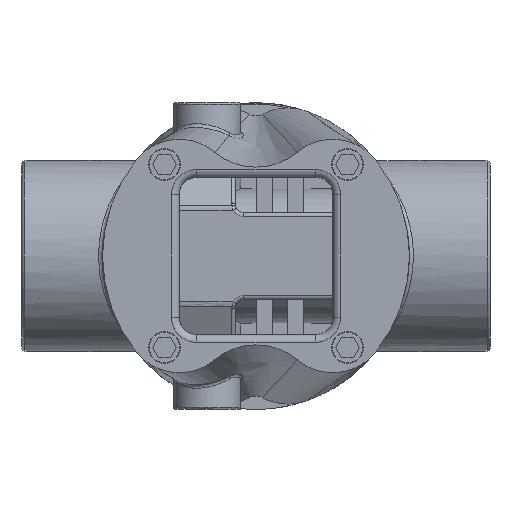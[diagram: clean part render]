
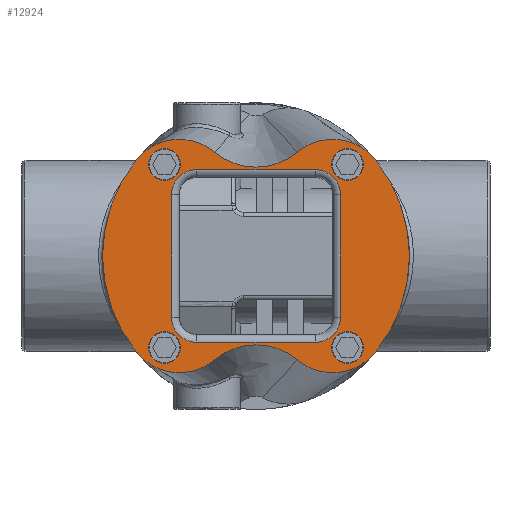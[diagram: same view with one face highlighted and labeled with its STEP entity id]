
A CAD part, front view. The second image highlights one B-rep face of the part: STEP entity #12924.
In plain terms, the highlighted planar face has unit normal (0, -1, 0).
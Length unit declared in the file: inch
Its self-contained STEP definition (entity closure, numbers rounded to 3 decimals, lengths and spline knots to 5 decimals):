
#6315=CARTESIAN_POINT('',(-0.9855,0.0,-1.193));
#6316=VERTEX_POINT('',#6315);
#6317=CARTESIAN_POINT('',(-1.193,0.0,-1.193));
#6318=DIRECTION('',(0.0,1.0,0.0));
#6319=DIRECTION('',(1.0,0.0,0.0));
#6320=AXIS2_PLACEMENT_3D('',#6317,#6318,#6319);
#6321=CIRCLE('',#6320,0.2075);
#6322=EDGE_CURVE('',#6316,#6316,#6321,.T.);
#6376=CARTESIAN_POINT('',(1.4005,0.0,-1.193));
#6377=VERTEX_POINT('',#6376);
#6378=CARTESIAN_POINT('',(1.193,0.0,-1.193));
#6379=DIRECTION('',(0.0,1.0,0.0));
#6380=DIRECTION('',(1.0,0.0,0.0));
#6381=AXIS2_PLACEMENT_3D('',#6378,#6379,#6380);
#6382=CIRCLE('',#6381,0.2075);
#6383=EDGE_CURVE('',#6377,#6377,#6382,.T.);
#6437=CARTESIAN_POINT('',(1.4005,0.0,1.193));
#6438=VERTEX_POINT('',#6437);
#6439=CARTESIAN_POINT('',(1.193,0.0,1.193));
#6440=DIRECTION('',(0.0,1.0,0.0));
#6441=DIRECTION('',(1.0,0.0,0.0));
#6442=AXIS2_PLACEMENT_3D('',#6439,#6440,#6441);
#6443=CIRCLE('',#6442,0.2075);
#6444=EDGE_CURVE('',#6438,#6438,#6443,.T.);
#6506=CARTESIAN_POINT('',(-0.9855,0.0,1.193));
#6507=VERTEX_POINT('',#6506);
#6508=CARTESIAN_POINT('',(-1.193,0.0,1.193));
#6509=DIRECTION('',(0.0,1.0,0.0));
#6510=DIRECTION('',(1.0,0.0,0.0));
#6511=AXIS2_PLACEMENT_3D('',#6508,#6509,#6510);
#6512=CIRCLE('',#6511,0.2075);
#6513=EDGE_CURVE('',#6507,#6507,#6512,.T.);
#10200=CARTESIAN_POINT('',(-1.55871,0.0,1.25316));
#10201=VERTEX_POINT('',#10200);
#10208=CARTESIAN_POINT('',(-0.54004,0.0,1.354));
#10209=VERTEX_POINT('',#10208);
#10210=CARTESIAN_POINT('',(-0.99992,0.0,0.8039));
#10211=DIRECTION('',(0.0,1.,0.0));
#10212=DIRECTION('',(-0.779,0.0,0.627));
#10213=AXIS2_PLACEMENT_3D('',#10210,#10211,#10212);
#10214=CIRCLE('',#10213,0.717);
#10215=EDGE_CURVE('',#10201,#10209,#10214,.T.);
#10348=CARTESIAN_POINT('',(-1.55871,0.0,-1.25316));
#10349=VERTEX_POINT('',#10348);
#10356=CARTESIAN_POINT('',(0.0,0.0,0.0));
#10357=DIRECTION('',(0.0,1.0,0.0));
#10358=DIRECTION('',(-0.779,0.0,-0.627));
#10359=AXIS2_PLACEMENT_3D('',#10356,#10357,#10358);
#10360=CIRCLE('',#10359,2.0);
#10361=EDGE_CURVE('',#10349,#10201,#10360,.T.);
#10975=CARTESIAN_POINT('',(-0.54004,0.0,-1.354));
#10976=VERTEX_POINT('',#10975);
#10983=CARTESIAN_POINT('',(-0.99992,0.0,-0.8039));
#10984=DIRECTION('',(0.0,1.0,0.0));
#10985=DIRECTION('',(0.641,0.0,-0.767));
#10986=AXIS2_PLACEMENT_3D('',#10983,#10984,#10985);
#10987=CIRCLE('',#10986,0.717);
#10988=EDGE_CURVE('',#10976,#10349,#10987,.T.);
#12592=CARTESIAN_POINT('',(1.1,0.0,0.8));
#12593=VERTEX_POINT('',#12592);
#12602=CARTESIAN_POINT('',(1.1,0.0,-0.8));
#12603=VERTEX_POINT('',#12602);
#12611=CARTESIAN_POINT('',(1.1,0.0,-0.8));
#12612=DIRECTION('',(0.0,0.0,1.0));
#12613=VECTOR('',#12612,1.6);
#12614=LINE('',#12611,#12613);
#12615=EDGE_CURVE('',#12603,#12593,#12614,.T.);
#12625=CARTESIAN_POINT('',(0.775,0.0,1.125));
#12626=VERTEX_POINT('',#12625);
#12636=CARTESIAN_POINT('',(0.775,0.0,0.8));
#12637=DIRECTION('',(0.0,-1.0,0.0));
#12638=DIRECTION('',(0.707,0.0,0.707));
#12639=AXIS2_PLACEMENT_3D('',#12636,#12637,#12638);
#12640=CIRCLE('',#12639,0.325);
#12641=EDGE_CURVE('',#12593,#12626,#12640,.T.);
#12651=CARTESIAN_POINT('',(0.775,0.0,-1.125));
#12652=VERTEX_POINT('',#12651);
#12660=CARTESIAN_POINT('',(0.775,0.0,-0.8));
#12661=DIRECTION('',(0.0,-1.,0.0));
#12662=DIRECTION('',(0.707,0.0,-0.707));
#12663=AXIS2_PLACEMENT_3D('',#12660,#12661,#12662);
#12664=CIRCLE('',#12663,0.325);
#12665=EDGE_CURVE('',#12652,#12603,#12664,.T.);
#12683=CARTESIAN_POINT('',(-0.775,0.0,1.125));
#12684=VERTEX_POINT('',#12683);
#12694=CARTESIAN_POINT('',(0.775,0.0,1.125));
#12695=DIRECTION('',(-1.0,0.0,0.0));
#12696=VECTOR('',#12695,1.55);
#12697=LINE('',#12694,#12696);
#12698=EDGE_CURVE('',#12626,#12684,#12697,.T.);
#12708=CARTESIAN_POINT('',(-0.775,0.0,-1.125));
#12709=VERTEX_POINT('',#12708);
#12717=CARTESIAN_POINT('',(-0.775,0.0,-1.125));
#12718=DIRECTION('',(1.0,0.0,0.0));
#12719=VECTOR('',#12718,1.55);
#12720=LINE('',#12717,#12719);
#12721=EDGE_CURVE('',#12709,#12652,#12720,.T.);
#12733=CARTESIAN_POINT('',(-1.1,0.0,0.8));
#12734=VERTEX_POINT('',#12733);
#12752=CARTESIAN_POINT('',(-0.775,0.0,0.8));
#12753=DIRECTION('',(0.0,-1.,0.0));
#12754=DIRECTION('',(-0.707,0.0,0.707));
#12755=AXIS2_PLACEMENT_3D('',#12752,#12753,#12754);
#12756=CIRCLE('',#12755,0.325);
#12757=EDGE_CURVE('',#12684,#12734,#12756,.T.);
#12769=CARTESIAN_POINT('',(-1.1,0.0,-0.8));
#12770=VERTEX_POINT('',#12769);
#12778=CARTESIAN_POINT('',(-0.775,0.0,-0.8));
#12779=DIRECTION('',(0.0,-1.0,0.0));
#12780=DIRECTION('',(-0.707,0.0,-0.707));
#12781=AXIS2_PLACEMENT_3D('',#12778,#12779,#12780);
#12782=CIRCLE('',#12781,0.325);
#12783=EDGE_CURVE('',#12770,#12709,#12782,.T.);
#12802=CARTESIAN_POINT('',(-1.1,0.0,0.8));
#12803=DIRECTION('',(0.0,0.0,-1.0));
#12804=VECTOR('',#12803,1.6);
#12805=LINE('',#12802,#12804);
#12806=EDGE_CURVE('',#12734,#12770,#12805,.T.);
#12849=CARTESIAN_POINT('',(0.,0.0,0.));
#12850=DIRECTION('',(0.0,1.0,0.0));
#12851=DIRECTION('',(0.0,0.0,1.0));
#12852=AXIS2_PLACEMENT_3D('',#12849,#12850,#12851);
#12853=PLANE('',#12852);
#12854=CARTESIAN_POINT('',(1.55871,0.0,1.25316));
#12855=VERTEX_POINT('',#12854);
#12856=CARTESIAN_POINT('',(1.55871,0.0,-1.25316));
#12857=VERTEX_POINT('',#12856);
#12858=CARTESIAN_POINT('',(0.0,0.0,0.0));
#12859=DIRECTION('',(0.0,1.0,0.0));
#12860=DIRECTION('',(0.779,0.0,0.627));
#12861=AXIS2_PLACEMENT_3D('',#12858,#12859,#12860);
#12862=CIRCLE('',#12861,2.);
#12863=EDGE_CURVE('',#12855,#12857,#12862,.T.);
#12864=ORIENTED_EDGE('',*,*,#12863,.F.);
#12865=CARTESIAN_POINT('',(0.54004,0.0,1.354));
#12866=VERTEX_POINT('',#12865);
#12867=CARTESIAN_POINT('',(0.99992,0.0,0.8039));
#12868=DIRECTION('',(0.0,1.0,0.0));
#12869=DIRECTION('',(-0.641,0.0,0.767));
#12870=AXIS2_PLACEMENT_3D('',#12867,#12868,#12869);
#12871=CIRCLE('',#12870,0.717);
#12872=EDGE_CURVE('',#12866,#12855,#12871,.T.);
#12873=ORIENTED_EDGE('',*,*,#12872,.F.);
#12874=CARTESIAN_POINT('',(0.,0.0,2.0));
#12875=DIRECTION('',(0.0,-1.0,0.0));
#12876=DIRECTION('',(-0.641,0.0,0.767));
#12877=AXIS2_PLACEMENT_3D('',#12874,#12875,#12876);
#12878=CIRCLE('',#12877,0.842);
#12879=EDGE_CURVE('',#10209,#12866,#12878,.T.);
#12880=ORIENTED_EDGE('',*,*,#12879,.F.);
#12881=ORIENTED_EDGE('',*,*,#10215,.F.);
#12882=ORIENTED_EDGE('',*,*,#10361,.F.);
#12883=ORIENTED_EDGE('',*,*,#10988,.F.);
#12884=CARTESIAN_POINT('',(0.54004,0.0,-1.354));
#12885=VERTEX_POINT('',#12884);
#12886=CARTESIAN_POINT('',(0.,0.0,-2.0));
#12887=DIRECTION('',(0.0,-1.0,0.0));
#12888=DIRECTION('',(0.641,0.0,-0.767));
#12889=AXIS2_PLACEMENT_3D('',#12886,#12887,#12888);
#12890=CIRCLE('',#12889,0.842);
#12891=EDGE_CURVE('',#12885,#10976,#12890,.T.);
#12892=ORIENTED_EDGE('',*,*,#12891,.F.);
#12893=CARTESIAN_POINT('',(0.99992,0.0,-0.8039));
#12894=DIRECTION('',(0.0,1.,0.0));
#12895=DIRECTION('',(0.779,0.0,-0.627));
#12896=AXIS2_PLACEMENT_3D('',#12893,#12894,#12895);
#12897=CIRCLE('',#12896,0.717);
#12898=EDGE_CURVE('',#12857,#12885,#12897,.T.);
#12899=ORIENTED_EDGE('',*,*,#12898,.F.);
#12900=EDGE_LOOP('',(#12864,#12873,#12880,#12881,#12882,#12883,#12892,#12899));
#12901=FACE_OUTER_BOUND('',#12900,.T.);
#12902=ORIENTED_EDGE('',*,*,#6322,.T.);
#12903=EDGE_LOOP('',(#12902));
#12904=FACE_BOUND('',#12903,.T.);
#12905=ORIENTED_EDGE('',*,*,#6383,.T.);
#12906=EDGE_LOOP('',(#12905));
#12907=FACE_BOUND('',#12906,.T.);
#12908=ORIENTED_EDGE('',*,*,#6444,.T.);
#12909=EDGE_LOOP('',(#12908));
#12910=FACE_BOUND('',#12909,.T.);
#12911=ORIENTED_EDGE('',*,*,#6513,.T.);
#12912=EDGE_LOOP('',(#12911));
#12913=FACE_BOUND('',#12912,.T.);
#12914=ORIENTED_EDGE('',*,*,#12615,.F.);
#12915=ORIENTED_EDGE('',*,*,#12665,.F.);
#12916=ORIENTED_EDGE('',*,*,#12721,.F.);
#12917=ORIENTED_EDGE('',*,*,#12783,.F.);
#12918=ORIENTED_EDGE('',*,*,#12806,.F.);
#12919=ORIENTED_EDGE('',*,*,#12757,.F.);
#12920=ORIENTED_EDGE('',*,*,#12698,.F.);
#12921=ORIENTED_EDGE('',*,*,#12641,.F.);
#12922=EDGE_LOOP('',(#12914,#12915,#12916,#12917,#12918,#12919,#12920,#12921));
#12923=FACE_BOUND('',#12922,.T.);
#12924=ADVANCED_FACE('',(#12901,#12904,#12907,#12910,#12913,#12923),#12853,.F.);
